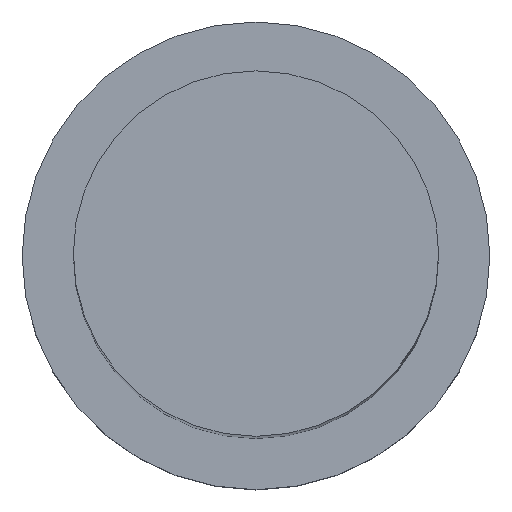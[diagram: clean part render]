
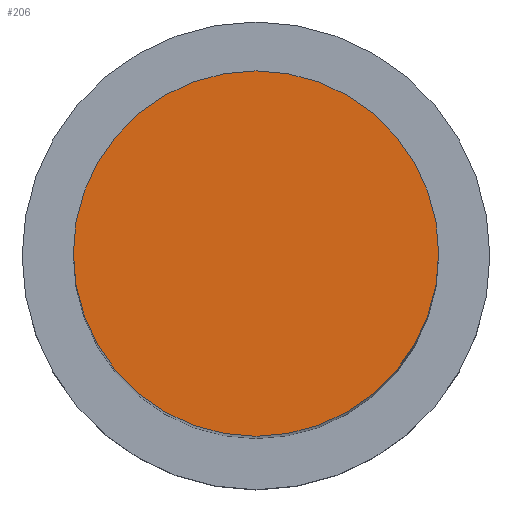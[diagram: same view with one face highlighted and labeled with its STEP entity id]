
A CAD part, top view. The second image highlights one B-rep face of the part: STEP entity #206.
In plain terms, the highlighted planar face has unit normal (0, 0, 1).
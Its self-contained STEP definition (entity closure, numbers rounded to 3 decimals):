
#1 = CARTESIAN_POINT ( 'NONE',  ( -12.5, 0., 100. ) ) ;
#5 = VERTEX_POINT ( 'NONE', #40 ) ;
#7 = PLANE ( 'NONE',  #16 ) ;
#16 = AXIS2_PLACEMENT_3D ( 'NONE', #123, #91, #169 ) ;
#26 = VERTEX_POINT ( 'NONE', #1 ) ;
#40 = CARTESIAN_POINT ( 'NONE',  ( 12.5, 0., 100. ) ) ;
#46 = EDGE_CURVE ( 'NONE', #26, #5, #80, .T. ) ;
#54 = AXIS2_PLACEMENT_3D ( 'NONE', #171, #68, #107 ) ;
#57 = DIRECTION ( 'NONE',  ( 0., 0., 1. ) ) ;
#68 = DIRECTION ( 'NONE',  ( 0., 0., 1. ) ) ;
#80 = CIRCLE ( 'NONE', #227, 12.5 ) ;
#91 = DIRECTION ( 'NONE',  ( 0., 0., 1. ) ) ;
#106 = FACE_OUTER_BOUND ( 'NONE', #182, .T. ) ;
#107 = DIRECTION ( 'NONE',  ( 1., 0., 0. ) ) ;
#119 = ORIENTED_EDGE ( 'NONE', *, *, #46, .T. ) ;
#123 = CARTESIAN_POINT ( 'NONE',  ( 0., 0., 100. ) ) ;
#169 = DIRECTION ( 'NONE',  ( 1., 0., 0. ) ) ;
#171 = CARTESIAN_POINT ( 'NONE',  ( 0., 0., 100. ) ) ;
#172 = CIRCLE ( 'NONE', #54, 12.5 ) ;
#182 = EDGE_LOOP ( 'NONE', ( #119, #186 ) ) ;
#186 = ORIENTED_EDGE ( 'NONE', *, *, #221, .T. ) ;
#206 = ADVANCED_FACE ( 'NONE', ( #106 ), #7, .T. ) ;
#209 = DIRECTION ( 'NONE',  ( 1., 0., 0. ) ) ;
#221 = EDGE_CURVE ( 'NONE', #5, #26, #172, .T. ) ;
#227 = AXIS2_PLACEMENT_3D ( 'NONE', #238, #57, #209 ) ;
#238 = CARTESIAN_POINT ( 'NONE',  ( 0., 0., 100. ) ) ;
